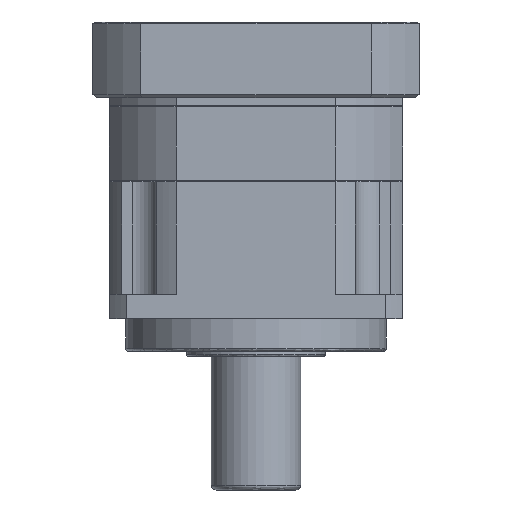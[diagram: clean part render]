
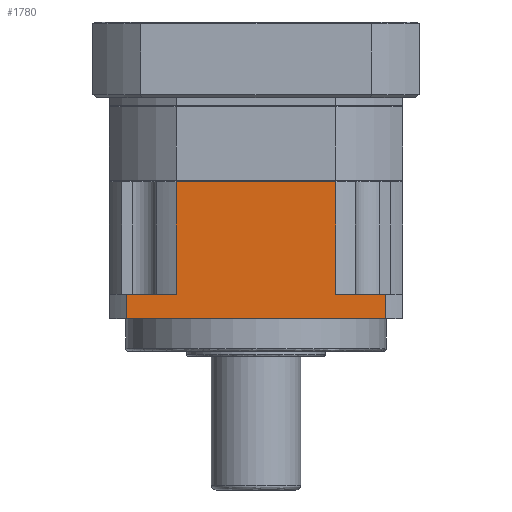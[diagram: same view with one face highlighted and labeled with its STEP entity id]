
A CAD part, front view. The second image highlights one B-rep face of the part: STEP entity #1780.
In plain terms, the highlighted planar face has unit normal (0, -1, 0).
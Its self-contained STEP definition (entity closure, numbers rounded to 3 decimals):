
#169 = CARTESIAN_POINT ( 'NONE',  ( -79.373, -90., 120. ) ) ;
#218 = LINE ( 'NONE', #8428, #4946 ) ;
#732 = ORIENTED_EDGE ( 'NONE', *, *, #1893, .T. ) ;
#866 = DIRECTION ( 'NONE',  ( 0., 0., 1. ) ) ;
#868 = EDGE_CURVE ( 'NONE', #9061, #10990, #8083, .T. ) ;
#942 = VECTOR ( 'NONE', #9459, 1000. ) ;
#1112 = EDGE_CURVE ( 'NONE', #2119, #8569, #5827, .T. ) ;
#1242 = ORIENTED_EDGE ( 'NONE', *, *, #868, .F. ) ;
#1408 = VERTEX_POINT ( 'NONE', #10038 ) ;
#1541 = DIRECTION ( 'NONE',  ( -1., 0., 0. ) ) ;
#1553 = CARTESIAN_POINT ( 'NONE',  ( -79.373, -90., 105. ) ) ;
#1657 = CARTESIAN_POINT ( 'NONE',  ( -49.054, -90., 120. ) ) ;
#1780 = ADVANCED_FACE ( 'NONE', ( #1968 ), #10264, .F. ) ;
#1893 = EDGE_CURVE ( 'NONE', #9061, #6948, #10198, .T. ) ;
#1968 = FACE_OUTER_BOUND ( 'NONE', #3607, .T. ) ;
#2011 = LINE ( 'NONE', #10424, #5999 ) ;
#2119 = VERTEX_POINT ( 'NONE', #8143 ) ;
#2120 = CARTESIAN_POINT ( 'NONE',  ( -49.054, -90., 189. ) ) ;
#3288 = DIRECTION ( 'NONE',  ( 0., 0., 1. ) ) ;
#3607 = EDGE_LOOP ( 'NONE', ( #9544, #5779, #8559, #8773, #8936, #4255, #1242, #732 ) ) ;
#3663 = EDGE_CURVE ( 'NONE', #1408, #6948, #7063, .T. ) ;
#3953 = LINE ( 'NONE', #9096, #8063 ) ;
#4255 = ORIENTED_EDGE ( 'NONE', *, *, #4715, .F. ) ;
#4585 = VECTOR ( 'NONE', #866, 1000. ) ;
#4715 = EDGE_CURVE ( 'NONE', #10990, #8152, #2011, .T. ) ;
#4946 = VECTOR ( 'NONE', #3288, 1000. ) ;
#5423 = VECTOR ( 'NONE', #1541, 1000. ) ;
#5779 = ORIENTED_EDGE ( 'NONE', *, *, #10354, .F. ) ;
#5827 = LINE ( 'NONE', #1553, #5423 ) ;
#5845 = DIRECTION ( 'NONE',  ( 1., 0., 0. ) ) ;
#5869 = CARTESIAN_POINT ( 'NONE',  ( -79.373, -90., 105. ) ) ;
#5978 = AXIS2_PLACEMENT_3D ( 'NONE', #10276, #10231, #10223 ) ;
#5999 = VECTOR ( 'NONE', #9306, 1000. ) ;
#6470 = CARTESIAN_POINT ( 'NONE',  ( 49.054, -90., 189. ) ) ;
#6477 = CARTESIAN_POINT ( 'NONE',  ( 49.054, -90., 235.5 ) ) ;
#6851 = EDGE_CURVE ( 'NONE', #8569, #10134, #218, .T. ) ;
#6948 = VERTEX_POINT ( 'NONE', #2120 ) ;
#6954 = CARTESIAN_POINT ( 'NONE',  ( 49.054, -90., 120. ) ) ;
#7063 = LINE ( 'NONE', #1657, #4585 ) ;
#7455 = VECTOR ( 'NONE', #9588, 1000. ) ;
#7686 = CARTESIAN_POINT ( 'NONE',  ( 79.373, -90., 120. ) ) ;
#7756 = DIRECTION ( 'NONE',  ( 0., 0., -1. ) ) ;
#8063 = VECTOR ( 'NONE', #5845, 1000. ) ;
#8083 = LINE ( 'NONE', #6477, #7455 ) ;
#8143 = CARTESIAN_POINT ( 'NONE',  ( 79.373, -90., 105. ) ) ;
#8152 = VERTEX_POINT ( 'NONE', #11000 ) ;
#8428 = CARTESIAN_POINT ( 'NONE',  ( -79.373, -90., 120. ) ) ;
#8559 = ORIENTED_EDGE ( 'NONE', *, *, #6851, .F. ) ;
#8569 = VERTEX_POINT ( 'NONE', #5869 ) ;
#8773 = ORIENTED_EDGE ( 'NONE', *, *, #1112, .F. ) ;
#8936 = ORIENTED_EDGE ( 'NONE', *, *, #9444, .F. ) ;
#9061 = VERTEX_POINT ( 'NONE', #6470 ) ;
#9096 = CARTESIAN_POINT ( 'NONE',  ( -79.373, -90., 120. ) ) ;
#9306 = DIRECTION ( 'NONE',  ( 1., 0., 0. ) ) ;
#9444 = EDGE_CURVE ( 'NONE', #8152, #2119, #9912, .T. ) ;
#9459 = DIRECTION ( 'NONE',  ( -1., 0., 0. ) ) ;
#9479 = CARTESIAN_POINT ( 'NONE',  ( 0., -90., 189. ) ) ;
#9544 = ORIENTED_EDGE ( 'NONE', *, *, #3663, .F. ) ;
#9588 = DIRECTION ( 'NONE',  ( 0., 0., -1. ) ) ;
#9654 = VECTOR ( 'NONE', #7756, 1000. ) ;
#9912 = LINE ( 'NONE', #7686, #9654 ) ;
#10038 = CARTESIAN_POINT ( 'NONE',  ( -49.054, -90., 120. ) ) ;
#10134 = VERTEX_POINT ( 'NONE', #169 ) ;
#10198 = LINE ( 'NONE', #9479, #942 ) ;
#10223 = DIRECTION ( 'NONE',  ( -1., 0., 0. ) ) ;
#10231 = DIRECTION ( 'NONE',  ( 0., 1., 0. ) ) ;
#10264 = PLANE ( 'NONE',  #5978 ) ;
#10276 = CARTESIAN_POINT ( 'NONE',  ( -79.373, -90., 120. ) ) ;
#10354 = EDGE_CURVE ( 'NONE', #10134, #1408, #3953, .T. ) ;
#10424 = CARTESIAN_POINT ( 'NONE',  ( -79.373, -90., 120. ) ) ;
#10990 = VERTEX_POINT ( 'NONE', #6954 ) ;
#11000 = CARTESIAN_POINT ( 'NONE',  ( 79.373, -90., 120. ) ) ;
